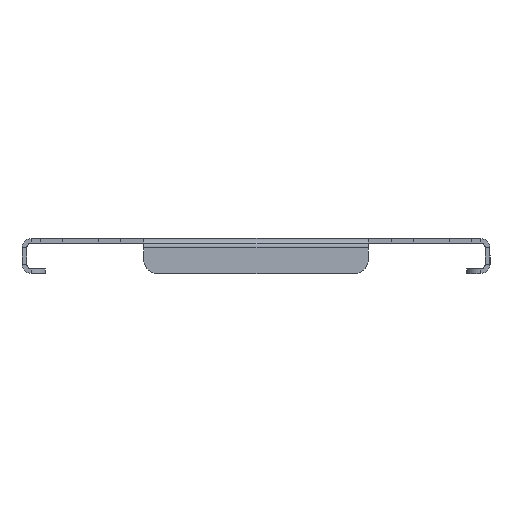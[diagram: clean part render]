
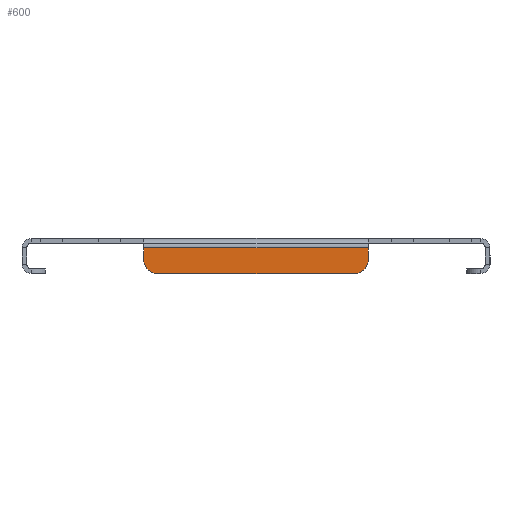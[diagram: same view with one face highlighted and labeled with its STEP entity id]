
A CAD part, left-side view. The second image highlights one B-rep face of the part: STEP entity #600.
In plain terms, the highlighted planar face has unit normal (-1, 0, 0).
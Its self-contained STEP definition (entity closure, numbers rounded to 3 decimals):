
#8 = EDGE_CURVE ( 'NONE', #1886, #320, #1483, .T. ) ;
#12 = DIRECTION ( 'NONE',  ( 0., 0., -1. ) ) ;
#26 = CARTESIAN_POINT ( 'NONE',  ( -549.5, 48., -15. ) ) ;
#35 = VECTOR ( 'NONE', #1636, 1000. ) ;
#51 = VERTEX_POINT ( 'NONE', #185 ) ;
#146 = DIRECTION ( 'NONE',  ( 0., 0., -1. ) ) ;
#155 = CARTESIAN_POINT ( 'NONE',  ( -549.5, 48., -4. ) ) ;
#185 = CARTESIAN_POINT ( 'NONE',  ( -549.5, 48., -9. ) ) ;
#274 = CARTESIAN_POINT ( 'NONE',  ( -549.5, -42., -9. ) ) ;
#290 = DIRECTION ( 'NONE',  ( 0., 0., 1. ) ) ;
#320 = VERTEX_POINT ( 'NONE', #2324 ) ;
#441 = EDGE_CURVE ( 'NONE', #1886, #51, #2067, .T. ) ;
#500 = EDGE_CURVE ( 'NONE', #1783, #1015, #1168, .T. ) ;
#591 = ORIENTED_EDGE ( 'NONE', *, *, #813, .T. ) ;
#600 = ADVANCED_FACE ( 'NONE', ( #1125 ), #663, .F. ) ;
#616 = AXIS2_PLACEMENT_3D ( 'NONE', #1111, #1753, #146 ) ;
#624 = CIRCLE ( 'NONE', #1727, 6. ) ;
#661 = ORIENTED_EDGE ( 'NONE', *, *, #500, .F. ) ;
#663 = PLANE ( 'NONE',  #616 ) ;
#749 = EDGE_CURVE ( 'NONE', #2450, #320, #1380, .T. ) ;
#813 = EDGE_CURVE ( 'NONE', #51, #1015, #2333, .T. ) ;
#900 = VECTOR ( 'NONE', #12, 1000. ) ;
#975 = ORIENTED_EDGE ( 'NONE', *, *, #8, .F. ) ;
#1015 = VERTEX_POINT ( 'NONE', #1823 ) ;
#1046 = ORIENTED_EDGE ( 'NONE', *, *, #2111, .T. ) ;
#1111 = CARTESIAN_POINT ( 'NONE',  ( -549.5, 0., 0. ) ) ;
#1125 = FACE_OUTER_BOUND ( 'NONE', #1591, .T. ) ;
#1168 = LINE ( 'NONE', #1866, #35 ) ;
#1194 = DIRECTION ( 'NONE',  ( 0., 0., -1. ) ) ;
#1228 = CARTESIAN_POINT ( 'NONE',  ( -549.5, -100., -4. ) ) ;
#1267 = CARTESIAN_POINT ( 'NONE',  ( -549.5, -42., -15. ) ) ;
#1336 = AXIS2_PLACEMENT_3D ( 'NONE', #1946, #2398, #2860 ) ;
#1380 = LINE ( 'NONE', #1708, #2730 ) ;
#1392 = DIRECTION ( 'NONE',  ( -1., 0., 0. ) ) ;
#1483 = LINE ( 'NONE', #1228, #2285 ) ;
#1591 = EDGE_LOOP ( 'NONE', ( #661, #1046, #2233, #975, #2609, #591 ) ) ;
#1636 = DIRECTION ( 'NONE',  ( 0., 1., 0. ) ) ;
#1708 = CARTESIAN_POINT ( 'NONE',  ( -549.5, -48., -15. ) ) ;
#1727 = AXIS2_PLACEMENT_3D ( 'NONE', #274, #1392, #1194 ) ;
#1753 = DIRECTION ( 'NONE',  ( 1., 0., 0. ) ) ;
#1783 = VERTEX_POINT ( 'NONE', #1267 ) ;
#1823 = CARTESIAN_POINT ( 'NONE',  ( -549.5, 42., -15. ) ) ;
#1833 = CARTESIAN_POINT ( 'NONE',  ( -549.5, -48., -9. ) ) ;
#1866 = CARTESIAN_POINT ( 'NONE',  ( -549.5, -100., -15. ) ) ;
#1886 = VERTEX_POINT ( 'NONE', #155 ) ;
#1946 = CARTESIAN_POINT ( 'NONE',  ( -549.5, 42., -9. ) ) ;
#2067 = LINE ( 'NONE', #26, #900 ) ;
#2111 = EDGE_CURVE ( 'NONE', #1783, #2450, #624, .T. ) ;
#2165 = DIRECTION ( 'NONE',  ( 0., -1., 0. ) ) ;
#2233 = ORIENTED_EDGE ( 'NONE', *, *, #749, .T. ) ;
#2285 = VECTOR ( 'NONE', #2165, 1000. ) ;
#2324 = CARTESIAN_POINT ( 'NONE',  ( -549.5, -48., -4. ) ) ;
#2333 = CIRCLE ( 'NONE', #1336, 6. ) ;
#2398 = DIRECTION ( 'NONE',  ( -1., 0., 0. ) ) ;
#2450 = VERTEX_POINT ( 'NONE', #1833 ) ;
#2609 = ORIENTED_EDGE ( 'NONE', *, *, #441, .T. ) ;
#2730 = VECTOR ( 'NONE', #290, 1000. ) ;
#2860 = DIRECTION ( 'NONE',  ( 0., 0., -1. ) ) ;
